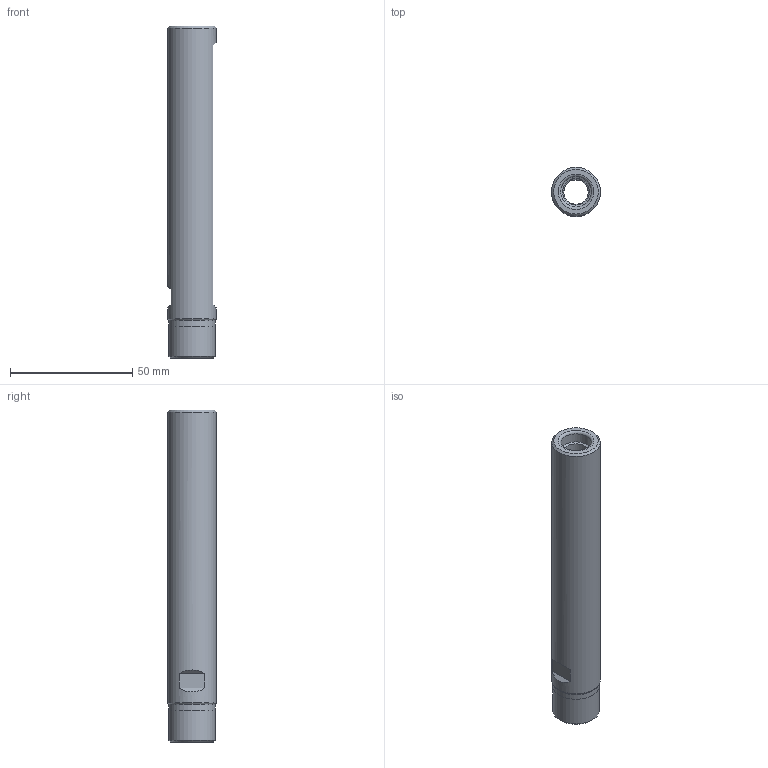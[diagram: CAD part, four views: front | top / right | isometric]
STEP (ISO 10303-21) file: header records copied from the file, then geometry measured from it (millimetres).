
FILE_DESCRIPTION(/* description */ (''),/* implementation_level */ '2;1');
FILE_NAME(/* name */ '262021682.stp',/* time_stamp */ '2021-01-19T15:29:25',/* author */ ('LRA'),/* organization */ ('REGO-FIX'),/* preprocessor_version */ ' Unknown',/* originating_system */ 'SIEMENS PLM Software Solid Edge ST10',/* authorization */ 'Unknown');
FILE_SCHEMA (('AUTOMOTIVE_DESIGN { 1 0 10303 214 2 1 1}'));
Length unit declared in the file: millimetre
Products named in the file (1): NOCUT
Bounding box: 20 x 20 x 136 mm (x, y, z)
Volume: 27868.4 mm3; surface area: 13400.6 mm2
Topology: 1 solids, 1 shells, 26 faces, 56 edges, 33 vertices
Faces by surface type: cylinder 9, plane 8, cone 6, torus 3
Full cylindrical faces by diameter (mm): 9.917 x2, 10.917 x2, 11.2 x1, 12.5 x1, 19 x2, 20 x1
Entity records: 785 total; most frequent: DIRECTION 116, CARTESIAN_POINT 90, ORIENTED_EDGE 64, AXIS2_PLACEMENT_3D 54, EDGE_LOOP 48, FACE_BOUND 48, EDGE_CURVE 32, VERTEX_POINT 28
